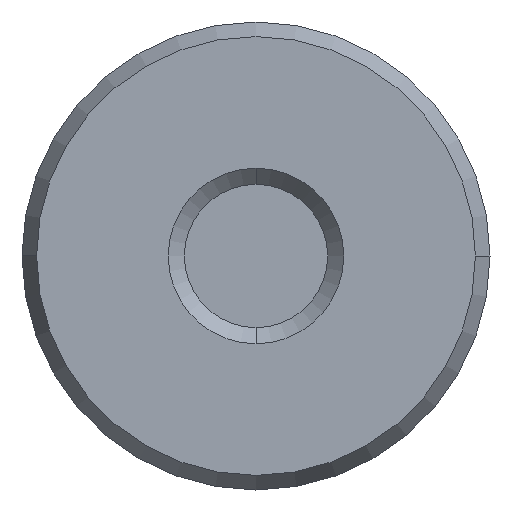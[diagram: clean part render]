
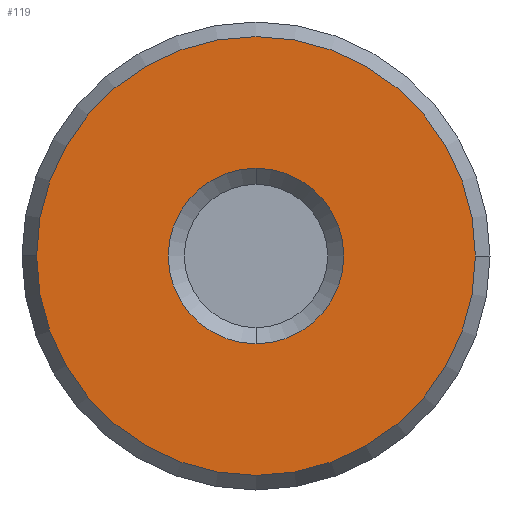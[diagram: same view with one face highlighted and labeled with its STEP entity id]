
A CAD part, front view. The second image highlights one B-rep face of the part: STEP entity #119.
In plain terms, the highlighted planar face has unit normal (0, -1, 0).
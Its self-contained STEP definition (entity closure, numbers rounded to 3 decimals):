
#119=ADVANCED_FACE('',(#240,#241),#242,.T.);
#240=FACE_BOUND('',#366,.T.);
#241=FACE_OUTER_BOUND('',#367,.T.);
#242=PLANE('',#368);
#366=EDGE_LOOP('',(#602,#603));
#367=EDGE_LOOP('',(#604,#605));
#368=AXIS2_PLACEMENT_3D('',#606,#607,#608);
#602=ORIENTED_EDGE('',*,*,#747,.T.);
#603=ORIENTED_EDGE('',*,*,#721,.T.);
#604=ORIENTED_EDGE('',*,*,#693,.T.);
#605=ORIENTED_EDGE('',*,*,#765,.T.);
#606=CARTESIAN_POINT('',(5.0,0.0,0.0));
#607=DIRECTION('',(0.0,-1.0,-0.0));
#608=DIRECTION('',(0.0,0.0,-1.0));
#693=EDGE_CURVE('',#799,#803,#805,.T.);
#721=EDGE_CURVE('',#849,#846,#850,.T.);
#747=EDGE_CURVE('',#846,#849,#885,.T.);
#765=EDGE_CURVE('',#803,#799,#903,.T.);
#799=VERTEX_POINT('',#950);
#803=VERTEX_POINT('',#955);
#805=CIRCLE('',#958,7.5);
#846=VERTEX_POINT('',#1011);
#849=VERTEX_POINT('',#1015);
#850=CIRCLE('',#1016,3.0);
#885=CIRCLE('',#1058,3.0);
#903=CIRCLE('',#1076,7.5);
#950=CARTESIAN_POINT('',(7.5,0.0,0.0));
#955=CARTESIAN_POINT('',(-7.5,0.0,0.));
#958=AXIS2_PLACEMENT_3D('',#1138,#1139,#1140);
#1011=CARTESIAN_POINT('',(0.0,0.0,3.0));
#1015=CARTESIAN_POINT('',(0.,0.0,-3.0));
#1016=AXIS2_PLACEMENT_3D('',#1175,#1176,#1177);
#1058=AXIS2_PLACEMENT_3D('',#1215,#1216,#1217);
#1076=AXIS2_PLACEMENT_3D('',#1242,#1243,#1244);
#1138=CARTESIAN_POINT('',(0.0,0.0,0.0));
#1139=DIRECTION('',(0.0,-1.0,0.0));
#1140=DIRECTION('',(1.0,0.0,0.0));
#1175=CARTESIAN_POINT('',(0.0,0.0,0.0));
#1176=DIRECTION('',(0.0,1.0,0.0));
#1177=DIRECTION('',(0.0,0.0,1.0));
#1215=CARTESIAN_POINT('',(0.0,0.0,0.0));
#1216=DIRECTION('',(0.0,1.0,0.0));
#1217=DIRECTION('',(0.0,0.0,1.0));
#1242=CARTESIAN_POINT('',(0.0,0.0,0.0));
#1243=DIRECTION('',(0.0,-1.0,0.0));
#1244=DIRECTION('',(1.0,0.0,0.0));
